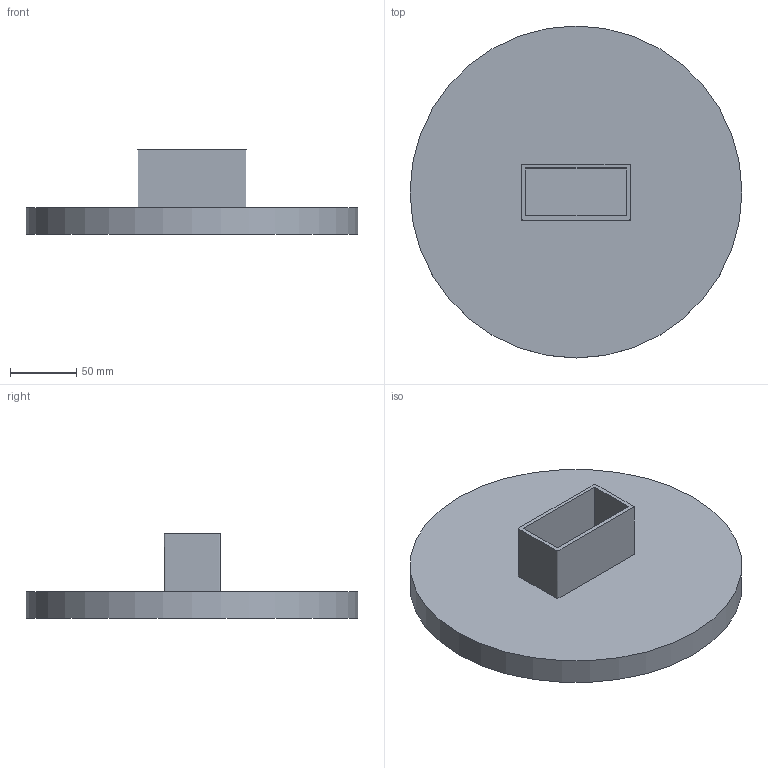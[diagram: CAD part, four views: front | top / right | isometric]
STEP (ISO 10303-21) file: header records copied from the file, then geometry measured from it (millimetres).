
FILE_DESCRIPTION(/* description */ (''),/* implementation_level */ '2;1');
FILE_NAME(/* name */ 'leader_base.step',/* time_stamp */ '2025-12-30T18:59:51+09:00',/* author */ (''),/* organization */ (''),/* preprocessor_version */ 'ST-DEVELOPER v20.1',/* originating_system */ 'Autodesk Translation Framework v14.21.0.0',/* authorisation */ '');
FILE_SCHEMA (('AUTOMOTIVE_DESIGN { 1 0 10303 214 3 1 1 }'));
Length unit declared in the file: millimetre
Products named in the file (1): Document
Bounding box: 250 x 250 x 64 mm (x, y, z)
Volume: 1010189.5 mm3; surface area: 134633 mm2
Topology: 1 solids, 1 shells, 11 faces, 24 edges, 18 vertices
Faces by surface type: plane 9, cylinder 1, bspline 1
Full cylindrical faces by diameter (mm): 250 x1
Entity records: 591 total; most frequent: CARTESIAN_POINT 299, ORIENTED_EDGE 52, DIRECTION 48, EDGE_CURVE 26, LINE 22, VECTOR 22, VERTEX_POINT 20, EDGE_LOOP 14
